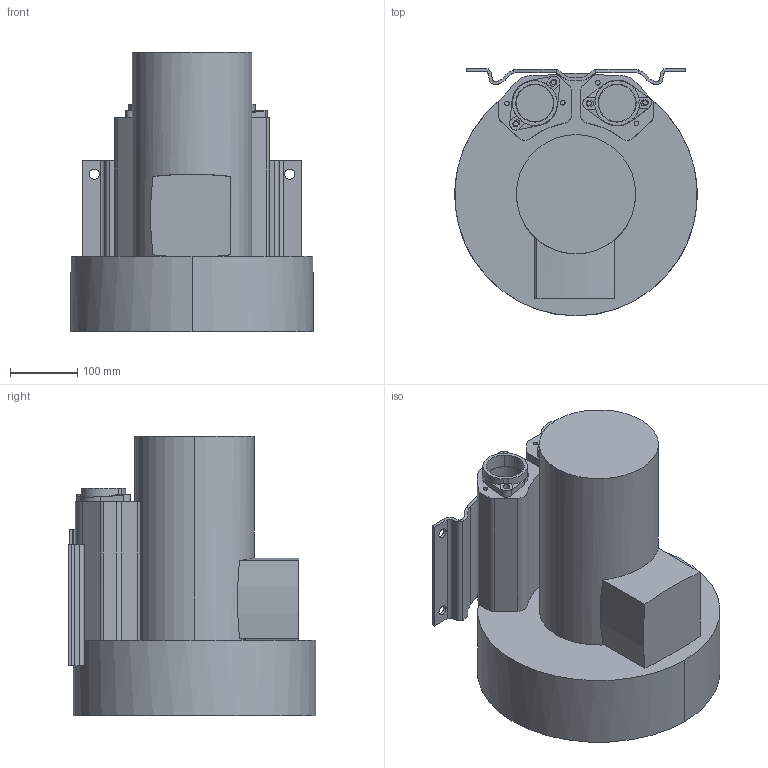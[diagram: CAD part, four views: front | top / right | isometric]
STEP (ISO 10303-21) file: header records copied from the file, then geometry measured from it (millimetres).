
FILE_DESCRIPTION((''),'2;1');
FILE_NAME('2RB610-1AQ16','2024-12-19T',('Administrator'),(''),'PRO/ENGINEER BY PARAMETRIC TECHNOLOGY CORPORATION, 2007090','PRO/ENGINEER BY PARAMETRIC TECHNOLOGY CORPORATION, 2007090','');
FILE_SCHEMA(('AUTOMOTIVE_DESIGN_CC2 { 1 2 10303 214 -1 1 5 2 }'));
Length unit declared in the file: millimetre
Products named in the file (1): 2RB610-1AQ16
Bounding box: 360 x 367.5 x 414.5 mm (x, y, z)
Volume: 23366680.6 mm3; surface area: 832604.1 mm2
Topology: 3 solids, 3 shells, 216 faces, 668 edges, 472 vertices
Faces by surface type: cylinder 114, plane 102
Entity records: 7910 total; most frequent: CARTESIAN_POINT 1573, DIRECTION 1381, ORIENTED_EDGE 1336, EDGE_CURVE 668, AXIS2_PLACEMENT_3D 535, VERTEX_POINT 472, CIRCLE 319, VECTOR 311
